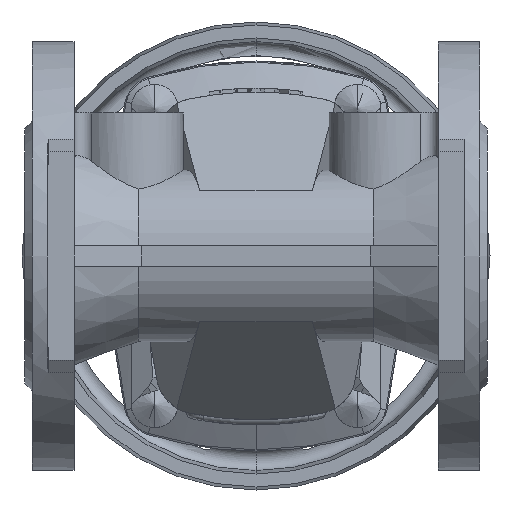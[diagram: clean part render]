
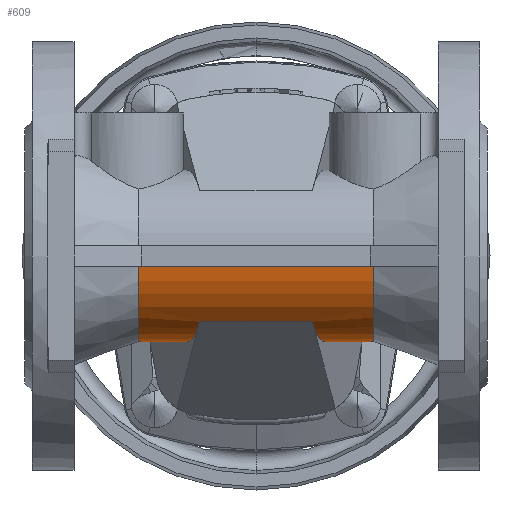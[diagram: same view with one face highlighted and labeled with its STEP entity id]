
A CAD part, front view. The second image highlights one B-rep face of the part: STEP entity #609.
In plain terms, the highlighted cylindrical face has radius 33 mm (diameter 66 mm), a partial arc.
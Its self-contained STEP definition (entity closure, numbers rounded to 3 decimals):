
#609 = ADVANCED_FACE ( 'NONE', ( #7002 ), #7007, .T. ) ;
#1235 = CARTESIAN_POINT ( 'NONE',  ( -33.635, 32.757, -4. ) ) ;
#1319 = CARTESIAN_POINT ( 'NONE',  ( 21.67, -21.212, -25.279 ) ) ;
#1320 = CARTESIAN_POINT ( 'NONE',  ( 33.635, 32.757, -4. ) ) ;
#1344 = CARTESIAN_POINT ( 'NONE',  ( -21.67, -21.212, -25.279 ) ) ;
#1462 = CARTESIAN_POINT ( 'NONE',  ( 45.273, -32.757, -4. ) ) ;
#1463 = CARTESIAN_POINT ( 'NONE',  ( -45.273, -32.757, -4. ) ) ;
#1496 = CARTESIAN_POINT ( 'NONE',  ( 45.273, 32.757, -4. ) ) ;
#1618 = CARTESIAN_POINT ( 'NONE',  ( -45.273, 32.757, -4. ) ) ;
#6209 = ORIENTED_EDGE ( 'NONE', *, *, #22333, .F. ) ;
#6210 = ORIENTED_EDGE ( 'NONE', *, *, #17069, .T. ) ;
#6211 = ORIENTED_EDGE ( 'NONE', *, *, #17068, .T. ) ;
#6212 = ORIENTED_EDGE ( 'NONE', *, *, #22316, .F. ) ;
#6213 = ORIENTED_EDGE ( 'NONE', *, *, #22361, .F. ) ;
#6214 = ORIENTED_EDGE ( 'NONE', *, *, #22332, .F. ) ;
#6215 = ORIENTED_EDGE ( 'NONE', *, *, #22345, .F. ) ;
#6216 = ORIENTED_EDGE ( 'NONE', *, *, #22327, .F. ) ;
#6806 = EDGE_LOOP ( 'NONE', ( #6209, #6210, #6211, #6212, #6213, #6214, #6215, #6216 ) ) ;
#7002 = FACE_OUTER_BOUND ( 'NONE', #6806, .T. ) ;
#7007 = CYLINDRICAL_SURFACE ( 'NONE', #17073, 33. ) ;
#7947 =( BOUNDED_CURVE ( )  B_SPLINE_CURVE ( 3, ( #19867, #19871, #19900, #19901 ),
 .UNSPECIFIED., .F., .F. ) 
 B_SPLINE_CURVE_WITH_KNOTS ( ( 4, 4 ),
 ( 3.263, 5.411 ),
 .UNSPECIFIED. ) 
 CURVE ( )  GEOMETRIC_REPRESENTATION_ITEM ( )  RATIONAL_B_SPLINE_CURVE ( ( 1., 0.651, 0.651, 1. ) ) 
 REPRESENTATION_ITEM ( '' )  );
#7960 =( BOUNDED_CURVE ( )  B_SPLINE_CURVE ( 3, ( #19991, #19990, #19997, #19998 ),
 .UNSPECIFIED., .F., .F. ) 
 B_SPLINE_CURVE_WITH_KNOTS ( ( 4, 4 ),
 ( 4.014, 6.162 ),
 .UNSPECIFIED. ) 
 CURVE ( )  GEOMETRIC_REPRESENTATION_ITEM ( )  RATIONAL_B_SPLINE_CURVE ( ( 1., 0.651, 0.651, 1. ) ) 
 REPRESENTATION_ITEM ( '' )  );
#16303 = DIRECTION ( 'NONE',  ( 0., 0., 1. ) ) ;
#16317 = DIRECTION ( 'NONE',  ( -1., 0., 0. ) ) ;
#16318 = CARTESIAN_POINT ( 'NONE',  ( 89., 0., 0. ) ) ;
#17068 = EDGE_CURVE ( 'NONE', #18620, #18775, #24011, .T. ) ;
#17069 = EDGE_CURVE ( 'NONE', #18619, #18620, #24008, .T. ) ;
#17073 = AXIS2_PLACEMENT_3D ( 'NONE', #16318, #16317, #16303 ) ;
#18392 = VERTEX_POINT ( 'NONE', #1235 ) ;
#18476 = VERTEX_POINT ( 'NONE', #1319 ) ;
#18477 = VERTEX_POINT ( 'NONE', #1320 ) ;
#18501 = VERTEX_POINT ( 'NONE', #1344 ) ;
#18619 = VERTEX_POINT ( 'NONE', #1462 ) ;
#18620 = VERTEX_POINT ( 'NONE', #1463 ) ;
#18653 = VERTEX_POINT ( 'NONE', #1496 ) ;
#18775 = VERTEX_POINT ( 'NONE', #1618 ) ;
#19708 = CARTESIAN_POINT ( 'NONE',  ( 89., 32.757, -4. ) ) ;
#19715 = DIRECTION ( 'NONE',  ( -1., 0., 0. ) ) ;
#19757 = CARTESIAN_POINT ( 'NONE',  ( 89., 32.757, -4. ) ) ;
#19759 = DIRECTION ( 'NONE',  ( -1., 0., 0. ) ) ;
#19771 = DIRECTION ( 'NONE',  ( -1., 0., 0. ) ) ;
#19780 = CARTESIAN_POINT ( 'NONE',  ( 43., -21.212, -25.279 ) ) ;
#19789 = CARTESIAN_POINT ( 'NONE',  ( 45.273, 0., 0. ) ) ;
#19790 = DIRECTION ( 'NONE',  ( 1., 0., 0. ) ) ;
#19791 = DIRECTION ( 'NONE',  ( 0., 0., -1. ) ) ;
#19867 = CARTESIAN_POINT ( 'NONE',  ( 33.635, 32.757, -4. ) ) ;
#19871 = CARTESIAN_POINT ( 'NONE',  ( 32.837, 29.158, -33.474 ) ) ;
#19900 = CARTESIAN_POINT ( 'NONE',  ( 26.713, 1.534, -44.366 ) ) ;
#19901 = CARTESIAN_POINT ( 'NONE',  ( 21.67, -21.212, -25.279 ) ) ;
#19990 = CARTESIAN_POINT ( 'NONE',  ( -26.713, 1.534, -44.366 ) ) ;
#19991 = CARTESIAN_POINT ( 'NONE',  ( -21.67, -21.212, -25.279 ) ) ;
#19997 = CARTESIAN_POINT ( 'NONE',  ( -32.837, 29.158, -33.474 ) ) ;
#19998 = CARTESIAN_POINT ( 'NONE',  ( -33.635, 32.757, -4. ) ) ;
#20522 = AXIS2_PLACEMENT_3D ( 'NONE', #21569, #21570, #21571 ) ;
#20846 = AXIS2_PLACEMENT_3D ( 'NONE', #19789, #19790, #19791 ) ;
#21564 = DIRECTION ( 'NONE',  ( -1., 0., 0. ) ) ;
#21568 = CARTESIAN_POINT ( 'NONE',  ( 89., -32.757, -4. ) ) ;
#21569 = CARTESIAN_POINT ( 'NONE',  ( -45.273, 0., 0. ) ) ;
#21570 = DIRECTION ( 'NONE',  ( 1., 0., 0. ) ) ;
#21571 = DIRECTION ( 'NONE',  ( 0., 0., -1. ) ) ;
#22316 = EDGE_CURVE ( 'NONE', #18392, #18775, #24944, .T. ) ;
#22327 = EDGE_CURVE ( 'NONE', #18653, #18477, #24956, .T. ) ;
#22332 = EDGE_CURVE ( 'NONE', #18476, #18501, #24965, .T. ) ;
#22333 = EDGE_CURVE ( 'NONE', #18619, #18653, #24963, .T. ) ;
#22345 = EDGE_CURVE ( 'NONE', #18477, #18476, #7947, .T. ) ;
#22361 = EDGE_CURVE ( 'NONE', #18501, #18392, #7960, .T. ) ;
#24008 = LINE ( 'NONE', #21568, #24014 ) ;
#24011 = CIRCLE ( 'NONE', #20522, 33. ) ;
#24014 = VECTOR ( 'NONE', #21564, 1000. ) ;
#24944 = LINE ( 'NONE', #19708, #24948 ) ;
#24948 = VECTOR ( 'NONE', #19715, 1000. ) ;
#24956 = LINE ( 'NONE', #19757, #24958 ) ;
#24958 = VECTOR ( 'NONE', #19759, 1000. ) ;
#24963 = CIRCLE ( 'NONE', #20846, 33. ) ;
#24965 = LINE ( 'NONE', #19780, #24967 ) ;
#24967 = VECTOR ( 'NONE', #19771, 1000. ) ;
